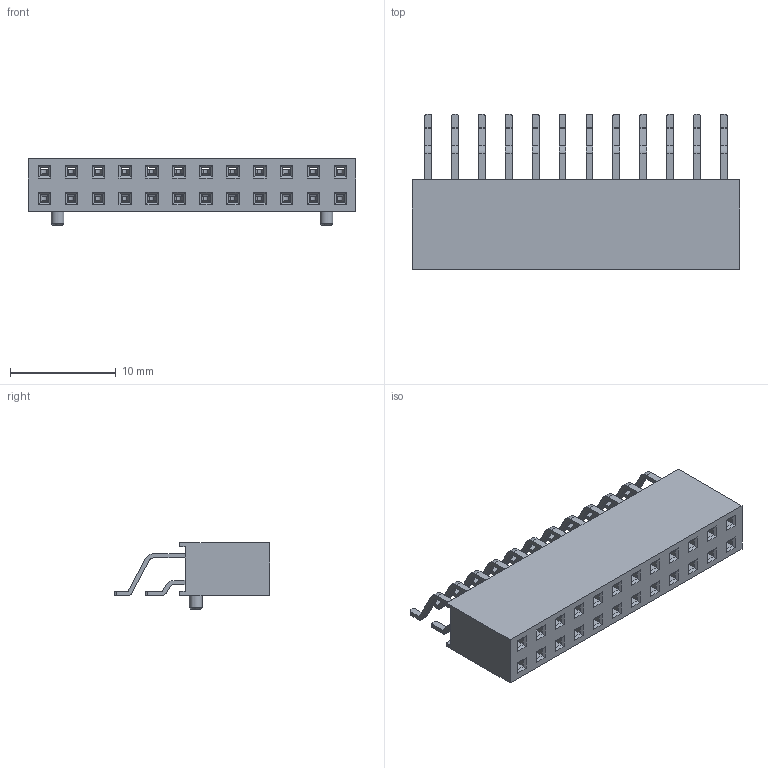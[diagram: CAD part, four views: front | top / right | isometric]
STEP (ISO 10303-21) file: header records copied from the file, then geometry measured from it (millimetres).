
FILE_DESCRIPTION(/* description */ ('Unknown'),/* implementation_level */ '2;1');
FILE_NAME(/* name */ '610124249221',/* time_stamp */ '2016-03-17T10:25:10+01:00',/* author */ ('Unknown'),/* organization */ ('Unknown'),/* preprocessor_version */ 'ST-DEVELOPER v16',/* originating_system */ 'DEX',/* authorisation */ $);
FILE_SCHEMA (('AUTOMOTIVE_DESIGN {1 0 10303 214 3 1 1}'));
Length unit declared in the file: millimetre
Products named in the file (4): 6101xx249221; 610324249221; 6103xx249221_PIN COURTE; 6103xx249221_PIN LONGUE
Assembly tree (25 placements, depth 2):
  6101xx249221
    610324249221
    6103xx249221_PIN COURTE  x12
    6103xx249221_PIN LONGUE  x12
Bounding box: 30.98 x 14.69 x 6.3 mm (x, y, z)
Volume: 1132.8 mm3; surface area: 2929 mm2
Topology: 25 solids, 25 shells, 1480 faces, 3900 edges, 2472 vertices
Faces by surface type: plane 1284, cylinder 194, cone 2
Full cylindrical faces by diameter (mm): 1.2 x2
Entity records: 21561 total; most frequent: CARTESIAN_POINT 3690, ORIENTED_EDGE 3652, DIRECTION 3336, EDGE_CURVE 1826, LINE 1744, VECTOR 1744, VERTEX_POINT 1150, AXIS2_PLACEMENT_3D 796
